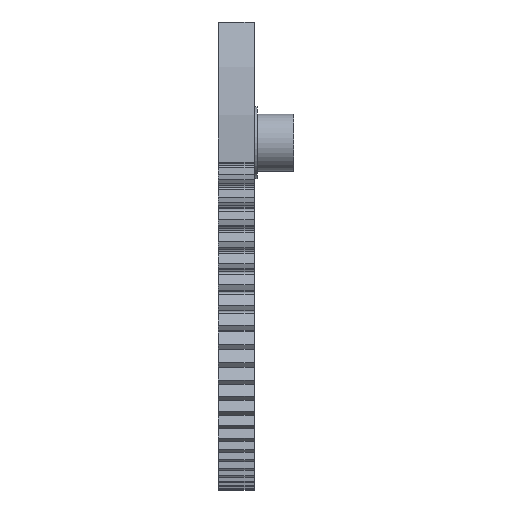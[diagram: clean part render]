
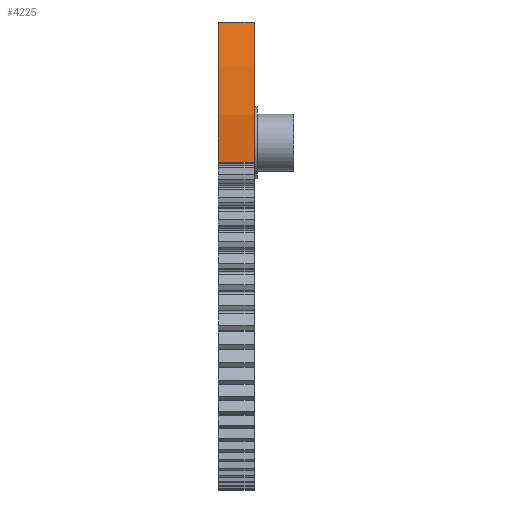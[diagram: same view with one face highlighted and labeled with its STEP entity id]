
A CAD part, left-side view. The second image highlights one B-rep face of the part: STEP entity #4225.
In plain terms, the highlighted cylindrical face has radius 45 mm (diameter 90 mm), a partial arc.
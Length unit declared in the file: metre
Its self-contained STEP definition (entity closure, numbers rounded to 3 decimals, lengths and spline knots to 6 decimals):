
#208=CYLINDRICAL_SURFACE('',#4688,0.045);
#352=LINE('',#6981,#589);
#568=LINE('',#8935,#805);
#589=VECTOR('',#5017,1.);
#805=VECTOR('',#5799,1.);
#2043=ORIENTED_EDGE('',*,*,#2757,.T.);
#2044=ORIENTED_EDGE('',*,*,#2127,.F.);
#2045=ORIENTED_EDGE('',*,*,#2336,.F.);
#2046=ORIENTED_EDGE('',*,*,#2354,.F.);
#2127=EDGE_CURVE('',#2780,#2781,#3219,.T.);
#2336=EDGE_CURVE('',#2988,#2780,#352,.T.);
#2354=EDGE_CURVE('',#3005,#2988,#3367,.T.);
#2757=EDGE_CURVE('',#3005,#2781,#568,.T.);
#2780=VERTEX_POINT('',#5880);
#2781=VERTEX_POINT('',#5882);
#2988=VERTEX_POINT('',#6980);
#3005=VERTEX_POINT('',#7016);
#3219=CIRCLE('',#4265,0.045);
#3367=CIRCLE('',#4415,0.045);
#3722=EDGE_LOOP('',(#2043,#2044,#2045,#2046));
#3969=FACE_BOUND('',#3722,.T.);
#4225=ADVANCED_FACE('',(#3969),#208,.T.);
#4265=AXIS2_PLACEMENT_3D('',#5881,#4728,#4729);
#4415=AXIS2_PLACEMENT_3D('',#7018,#5045,#5046);
#4688=AXIS2_PLACEMENT_3D('',#8934,#5797,#5798);
#4728=DIRECTION('',(0.,-1.,0.));
#4729=DIRECTION('',(0.,0.,-1.));
#5017=DIRECTION('',(0.,-1.,0.));
#5045=DIRECTION('',(0.,1.,0.));
#5046=DIRECTION('',(0.,0.,1.));
#5797=DIRECTION('',(0.,-1.,0.));
#5798=DIRECTION('',(0.,0.,-1.));
#5799=DIRECTION('',(0.,-1.,0.));
#5880=CARTESIAN_POINT('',(0.018277,-0.043,0.11402));
#5881=CARTESIAN_POINT('',(0.06,-0.043,0.097161));
#5882=CARTESIAN_POINT('',(0.015084,-0.043,0.094416));
#6980=CARTESIAN_POINT('',(0.018277,-0.038,0.11402));
#6981=CARTESIAN_POINT('',(0.018277,-0.018,0.11402));
#7016=CARTESIAN_POINT('',(0.015084,-0.038,0.094416));
#7018=CARTESIAN_POINT('',(0.06,-0.038,0.097161));
#8934=CARTESIAN_POINT('',(0.06,-0.018,0.097161));
#8935=CARTESIAN_POINT('',(0.015084,-0.018,0.094416));
